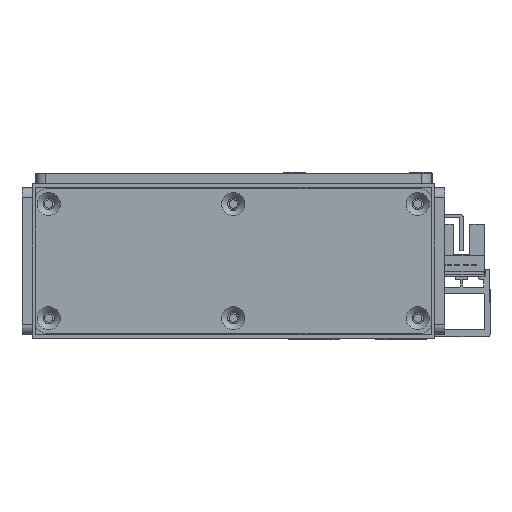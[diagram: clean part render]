
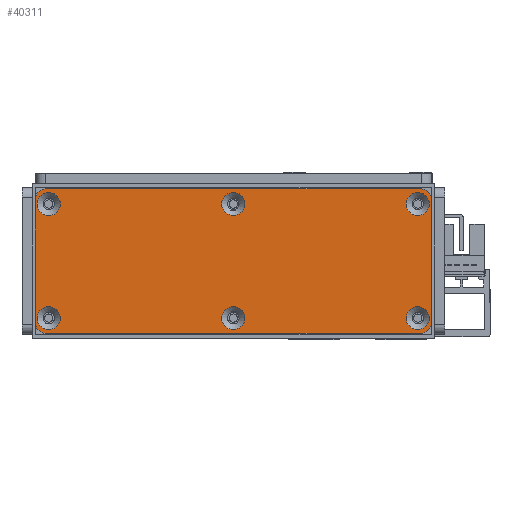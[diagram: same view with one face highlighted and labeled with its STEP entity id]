
A CAD part, front view. The second image highlights one B-rep face of the part: STEP entity #40311.
In plain terms, the highlighted face is planar.
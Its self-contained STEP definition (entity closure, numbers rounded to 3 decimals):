
#677=FACE_BOUND('',#7273,.T.);
#678=FACE_BOUND('',#7274,.T.);
#679=FACE_BOUND('',#7275,.T.);
#680=FACE_BOUND('',#7276,.T.);
#681=FACE_BOUND('',#7277,.T.);
#682=FACE_BOUND('',#7278,.T.);
#2327=PLANE('',#43593);
#4810=FACE_OUTER_BOUND('',#7272,.T.);
#7272=EDGE_LOOP('',(#37573,#37574,#37575,#37576,#37577,#37578,#37579,#37580));
#7273=EDGE_LOOP('',(#37581));
#7274=EDGE_LOOP('',(#37582));
#7275=EDGE_LOOP('',(#37583));
#7276=EDGE_LOOP('',(#37584));
#7277=EDGE_LOOP('',(#37585));
#7278=EDGE_LOOP('',(#37586));
#11775=LINE('',#66727,#16356);
#11779=LINE('',#66739,#16360);
#11783=LINE('',#66751,#16364);
#11787=LINE('',#66761,#16368);
#16356=VECTOR('',#53782,10.);
#16360=VECTOR('',#53794,10.);
#16364=VECTOR('',#53806,10.);
#16368=VECTOR('',#53818,10.);
#17454=CIRCLE('',#43547,3.45);
#17457=CIRCLE('',#43552,3.45);
#17460=CIRCLE('',#43557,3.45);
#17463=CIRCLE('',#43562,3.45);
#17466=CIRCLE('',#43567,3.45);
#17469=CIRCLE('',#43572,3.45);
#17473=CIRCLE('',#43578,3.);
#17475=CIRCLE('',#43582,3.);
#17477=CIRCLE('',#43586,3.);
#17479=CIRCLE('',#43590,3.);
#21074=VERTEX_POINT('',#66655);
#21077=VERTEX_POINT('',#66665);
#21080=VERTEX_POINT('',#66675);
#21083=VERTEX_POINT('',#66685);
#21086=VERTEX_POINT('',#66695);
#21089=VERTEX_POINT('',#66705);
#21094=VERTEX_POINT('',#66718);
#21095=VERTEX_POINT('',#66720);
#21097=VERTEX_POINT('',#66726);
#21099=VERTEX_POINT('',#66732);
#21101=VERTEX_POINT('',#66738);
#21103=VERTEX_POINT('',#66744);
#21105=VERTEX_POINT('',#66750);
#21107=VERTEX_POINT('',#66756);
#26582=EDGE_CURVE('',#21074,#21074,#17454,.T.);
#26587=EDGE_CURVE('',#21077,#21077,#17457,.T.);
#26592=EDGE_CURVE('',#21080,#21080,#17460,.T.);
#26597=EDGE_CURVE('',#21083,#21083,#17463,.T.);
#26602=EDGE_CURVE('',#21086,#21086,#17466,.T.);
#26607=EDGE_CURVE('',#21089,#21089,#17469,.T.);
#26614=EDGE_CURVE('',#21095,#21094,#17473,.T.);
#26617=EDGE_CURVE('',#21097,#21095,#11775,.T.);
#26620=EDGE_CURVE('',#21099,#21097,#17475,.T.);
#26623=EDGE_CURVE('',#21101,#21099,#11779,.T.);
#26626=EDGE_CURVE('',#21103,#21101,#17477,.T.);
#26629=EDGE_CURVE('',#21105,#21103,#11783,.T.);
#26632=EDGE_CURVE('',#21107,#21105,#17479,.T.);
#26635=EDGE_CURVE('',#21094,#21107,#11787,.T.);
#37573=ORIENTED_EDGE('',*,*,#26635,.T.);
#37574=ORIENTED_EDGE('',*,*,#26632,.T.);
#37575=ORIENTED_EDGE('',*,*,#26629,.T.);
#37576=ORIENTED_EDGE('',*,*,#26626,.T.);
#37577=ORIENTED_EDGE('',*,*,#26623,.T.);
#37578=ORIENTED_EDGE('',*,*,#26620,.T.);
#37579=ORIENTED_EDGE('',*,*,#26617,.T.);
#37580=ORIENTED_EDGE('',*,*,#26614,.T.);
#37581=ORIENTED_EDGE('',*,*,#26582,.T.);
#37582=ORIENTED_EDGE('',*,*,#26587,.T.);
#37583=ORIENTED_EDGE('',*,*,#26592,.T.);
#37584=ORIENTED_EDGE('',*,*,#26597,.T.);
#37585=ORIENTED_EDGE('',*,*,#26602,.T.);
#37586=ORIENTED_EDGE('',*,*,#26607,.T.);
#40311=ADVANCED_FACE('',(#4810,#677,#678,#679,#680,#681,#682),#2327,.T.);
#43547=AXIS2_PLACEMENT_3D('',#66656,#53701,#53702);
#43552=AXIS2_PLACEMENT_3D('',#66666,#53713,#53714);
#43557=AXIS2_PLACEMENT_3D('',#66676,#53725,#53726);
#43562=AXIS2_PLACEMENT_3D('',#66686,#53737,#53738);
#43567=AXIS2_PLACEMENT_3D('',#66696,#53749,#53750);
#43572=AXIS2_PLACEMENT_3D('',#66706,#53761,#53762);
#43578=AXIS2_PLACEMENT_3D('',#66721,#53776,#53777);
#43582=AXIS2_PLACEMENT_3D('',#66733,#53788,#53789);
#43586=AXIS2_PLACEMENT_3D('',#66745,#53800,#53801);
#43590=AXIS2_PLACEMENT_3D('',#66757,#53812,#53813);
#43593=AXIS2_PLACEMENT_3D('',#66763,#53821,#53822);
#53701=DIRECTION('center_axis',(0.,0.,-1.));
#53702=DIRECTION('ref_axis',(1.,0.,0.));
#53713=DIRECTION('center_axis',(0.,0.,-1.));
#53714=DIRECTION('ref_axis',(1.,0.,0.));
#53725=DIRECTION('center_axis',(0.,0.,-1.));
#53726=DIRECTION('ref_axis',(1.,0.,0.));
#53737=DIRECTION('center_axis',(0.,0.,-1.));
#53738=DIRECTION('ref_axis',(1.,0.,0.));
#53749=DIRECTION('center_axis',(0.,0.,-1.));
#53750=DIRECTION('ref_axis',(1.,0.,0.));
#53761=DIRECTION('center_axis',(0.,0.,-1.));
#53762=DIRECTION('ref_axis',(1.,0.,0.));
#53776=DIRECTION('center_axis',(0.,0.,1.));
#53777=DIRECTION('ref_axis',(-1.,0.,0.));
#53782=DIRECTION('',(0.,1.,0.));
#53788=DIRECTION('center_axis',(0.,0.,1.));
#53789=DIRECTION('ref_axis',(0.,1.,0.));
#53794=DIRECTION('',(1.,0.,0.));
#53800=DIRECTION('center_axis',(0.,0.,1.));
#53801=DIRECTION('ref_axis',(1.,0.,0.));
#53806=DIRECTION('',(0.,-1.,0.));
#53812=DIRECTION('center_axis',(0.,0.,1.));
#53813=DIRECTION('ref_axis',(0.,-1.,0.));
#53818=DIRECTION('',(-1.,0.,0.));
#53821=DIRECTION('center_axis',(0.,0.,1.));
#53822=DIRECTION('ref_axis',(1.,0.,0.));
#66655=CARTESIAN_POINT('',(110.55,4.5,3.));
#66656=CARTESIAN_POINT('Origin',(114.,4.5,3.));
#66665=CARTESIAN_POINT('',(55.55,38.5,3.));
#66666=CARTESIAN_POINT('Origin',(59.,38.5,3.));
#66675=CARTESIAN_POINT('',(55.55,4.5,3.));
#66676=CARTESIAN_POINT('Origin',(59.,4.5,3.));
#66685=CARTESIAN_POINT('',(0.55,38.5,3.));
#66686=CARTESIAN_POINT('Origin',(4.,38.5,3.));
#66695=CARTESIAN_POINT('',(110.55,38.5,3.));
#66696=CARTESIAN_POINT('Origin',(114.,38.5,3.));
#66705=CARTESIAN_POINT('',(0.55,4.5,3.));
#66706=CARTESIAN_POINT('Origin',(4.,4.5,3.));
#66718=CARTESIAN_POINT('',(115.,43.,3.));
#66720=CARTESIAN_POINT('',(118.,40.,3.));
#66721=CARTESIAN_POINT('Origin',(115.,40.,3.));
#66726=CARTESIAN_POINT('',(118.,3.,3.));
#66727=CARTESIAN_POINT('',(118.,40.,3.));
#66732=CARTESIAN_POINT('',(115.,0.,3.));
#66733=CARTESIAN_POINT('Origin',(115.,3.,3.));
#66738=CARTESIAN_POINT('',(3.,0.,3.));
#66739=CARTESIAN_POINT('',(115.,0.,3.));
#66744=CARTESIAN_POINT('',(0.,3.,3.));
#66745=CARTESIAN_POINT('Origin',(3.,3.,3.));
#66750=CARTESIAN_POINT('',(0.,40.,3.));
#66751=CARTESIAN_POINT('',(0.,3.,3.));
#66756=CARTESIAN_POINT('',(3.,43.,3.));
#66757=CARTESIAN_POINT('Origin',(3.,40.,3.));
#66761=CARTESIAN_POINT('',(3.,43.,3.));
#66763=CARTESIAN_POINT('Origin',(59.,21.5,3.));
